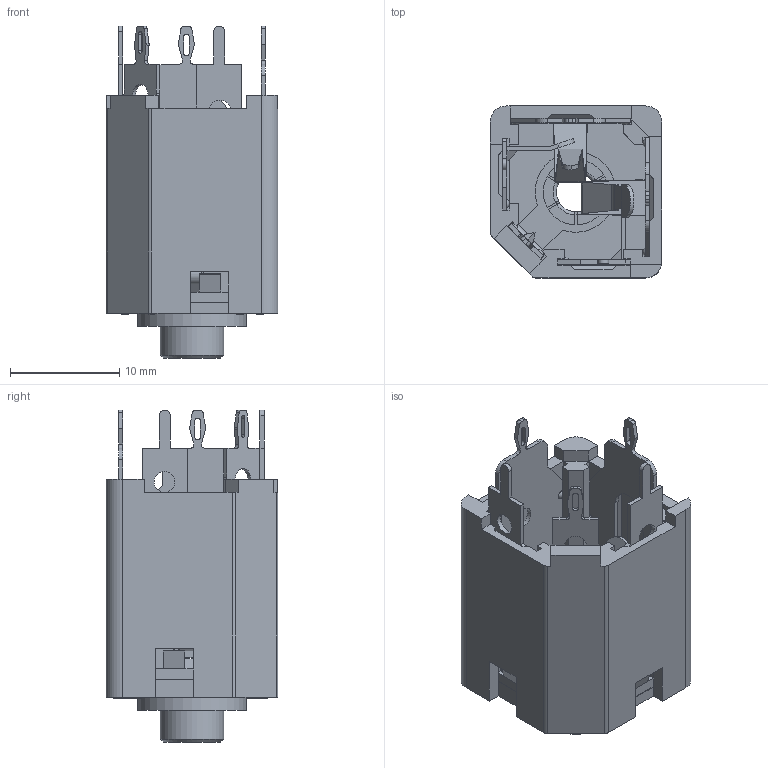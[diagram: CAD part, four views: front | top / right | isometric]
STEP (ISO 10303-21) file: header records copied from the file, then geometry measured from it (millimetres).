
FILE_DESCRIPTION(/* description */ (''),/* implementation_level */ '2;1');
FILE_NAME(/* name */ 'ACJS-NV35-5.stp',/* time_stamp */ '2017-03-01T12:26:18+11:00',/* author */ ('minh'),/* organization */ (''),/* preprocessor_version */ 'ST-DEVELOPER v16.1',/* originating_system */ 'Autodesk Inventor 2016',/* authorisation */ '');
FILE_SCHEMA (('AUTOMOTIVE_DESIGN { 1 0 10303 214 3 1 1 }'));
Length unit declared in the file: inch
Products named in the file (1): 55010544-000_Shrinkwrap_1
Bounding box: 15.76 x 15.76 x 30.45 mm (x, y, z)
Surface area: 4624.2 mm2 (no closed solid volume)
Topology: 0 solids, 25 shells, 279 faces, 1319 edges, 1039 vertices
Faces by surface type: plane 216, cylinder 48, sphere 8, torus 4, cone 2, bspline 1
Full cylindrical faces by diameter (mm): 1.9 x1, 2 x3, 3.6 x1, 5.8 x1, 10 x1
Entity records: 13708 total; most frequent: CARTESIAN_POINT 3282, ORIENTED_EDGE 1920, DIRECTION 1866, EDGE_CURVE 1288, VERTEX_POINT 1024, LINE 998, VECTOR 998, AXIS2_PLACEMENT_3D 434
